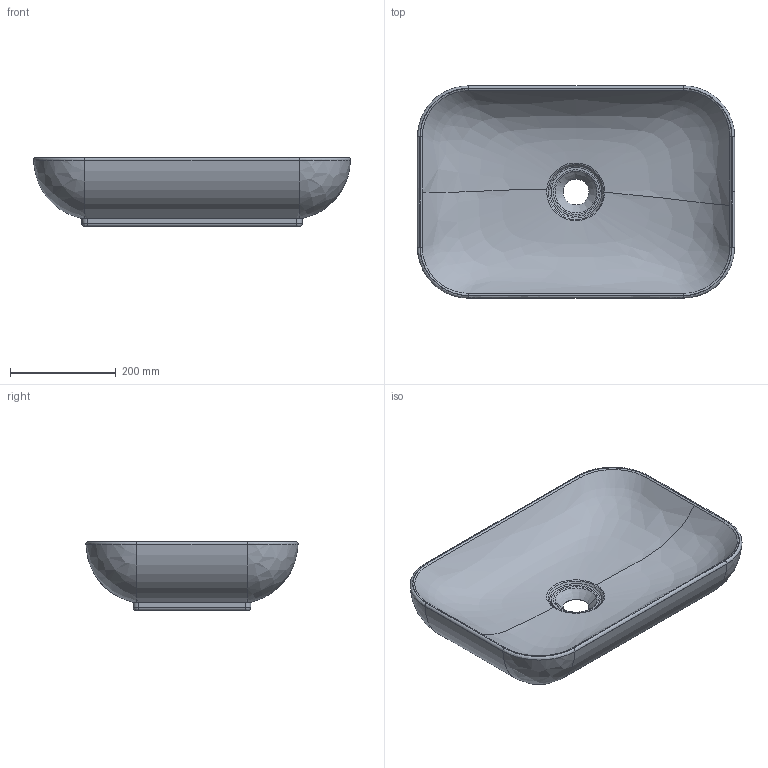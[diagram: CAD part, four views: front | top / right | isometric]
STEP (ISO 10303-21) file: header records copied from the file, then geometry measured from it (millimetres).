
FILE_DESCRIPTION(/* description */ (''),/* implementation_level */ '2;1');
FILE_NAME(/* name */ '6290',/* time_stamp */ '2025-07-03T16:19:38+03:00',/* author */ (''),/* organization */ (''),/* preprocessor_version */ 'ST-DEVELOPER v16.5',/* originating_system */ '',/* authorisation */ '');
FILE_SCHEMA (('AUTOMOTIVE_DESIGN_CC2'));
Length unit declared in the file: millimetre
Products named in the file (1): Document
Bounding box: 600 x 401.5 x 130 mm (x, y, z)
Volume: 9513492.2 mm3; surface area: 678264.4 mm2
Topology: 1 solids, 1 shells, 175 faces, 412 edges, 247 vertices
Faces by surface type: bspline 132, plane 23, cylinder 20
Entity records: 16809 total; most frequent: CARTESIAN_POINT 14409, ORIENTED_EDGE 824, EDGE_CURVE 412, VERTEX_POINT 247, B_SPLINE_CURVE_WITH_KNOTS 196, EDGE_LOOP 185, ADVANCED_FACE 175, FACE_OUTER_BOUND 175
